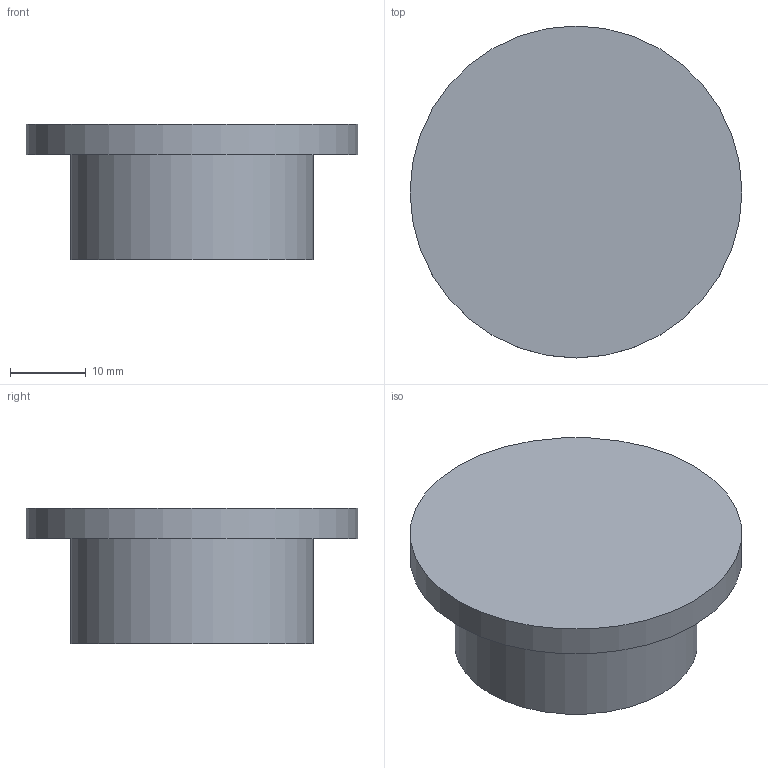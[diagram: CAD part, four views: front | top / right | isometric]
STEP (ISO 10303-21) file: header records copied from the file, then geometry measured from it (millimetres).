
FILE_DESCRIPTION(('HOOPS Exchange Step'),'2;1');
FILE_NAME('temp_export','2023-08-17T23:50:16+19:00',('mobile'),('Shapr3D Limited'),'HOOPS Exchange 2023.1','Shapr3D','Authorized');
FILE_SCHEMA( ('AUTOMOTIVE_DESIGN { 1 0 10303 214 1 1 1 1 }') );
Length unit declared in the file: millimetre
Products named in the file (5): Compass Base; compass base.step; Threaded Plug; Mk4SideB; root
Assembly tree (4 placements, depth 4):
  root
    Threaded Plug
      compass base.step
        Compass Base
    Mk4SideB
Bounding box: 43.75 x 43.75 x 17.88 mm (x, y, z)
Volume: 18881.2 mm3; surface area: 6773.4 mm2
Topology: 2 solids, 2 shells, 6 faces, 7 edges, 5 vertices
Faces by surface type: plane 4, cylinder 2
Full cylindrical faces by diameter (mm): 32 x1, 43.75 x1
Entity records: 223 total; most frequent: DIRECTION 34, CARTESIAN_POINT 23, AXIS2_PLACEMENT_3D 16, ORIENTED_EDGE 14, PRODUCT_DEFINITION_SHAPE 9, EDGE_CURVE 7, EDGE_LOOP 6, FACE_BOUND 6
